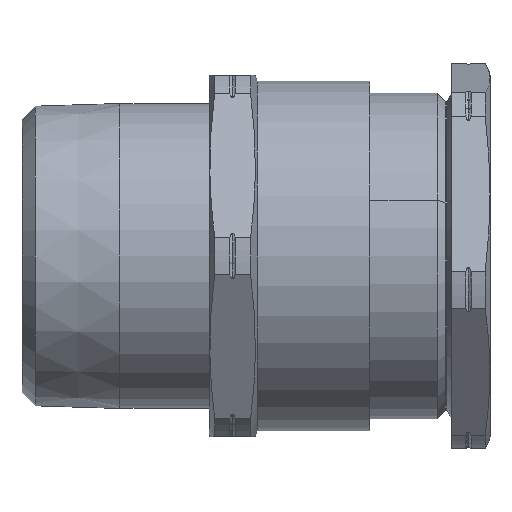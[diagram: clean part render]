
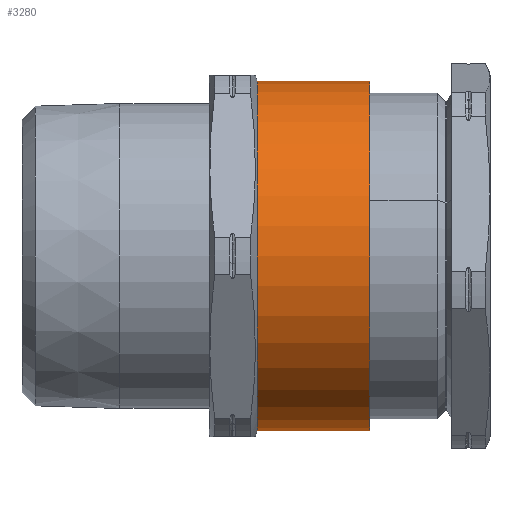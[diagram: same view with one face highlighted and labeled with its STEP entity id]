
A CAD part, front view. The second image highlights one B-rep face of the part: STEP entity #3280.
In plain terms, the highlighted cylindrical face has radius 24.15 mm (diameter 48.3 mm), a partial arc.
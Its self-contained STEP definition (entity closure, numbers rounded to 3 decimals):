
#22 = VECTOR ( 'NONE', #3473, 1000. ) ;
#33 = AXIS2_PLACEMENT_3D ( 'NONE', #412, #2054, #3153 ) ;
#69 = CYLINDRICAL_SURFACE ( 'NONE', #33, 24.15 ) ;
#72 = DIRECTION ( 'NONE',  ( 1., 0., 0. ) ) ;
#92 = CARTESIAN_POINT ( 'NONE',  ( 48.1, 0., -24.15 ) ) ;
#125 = DIRECTION ( 'NONE',  ( 1., 0., 0. ) ) ;
#412 = CARTESIAN_POINT ( 'NONE',  ( 48.1, 0., 0. ) ) ;
#415 = ORIENTED_EDGE ( 'NONE', *, *, #1798, .T. ) ;
#436 = EDGE_LOOP ( 'NONE', ( #2901, #2759, #415, #2540 ) ) ;
#690 = CARTESIAN_POINT ( 'NONE',  ( 32.5, 0., 0. ) ) ;
#801 = LINE ( 'NONE', #92, #2899 ) ;
#999 = CARTESIAN_POINT ( 'NONE',  ( 48.1, 0., 0. ) ) ;
#1028 = CARTESIAN_POINT ( 'NONE',  ( 48.1, 0., 24.15 ) ) ;
#1035 = AXIS2_PLACEMENT_3D ( 'NONE', #999, #3424, #2339 ) ;
#1061 = VERTEX_POINT ( 'NONE', #2358 ) ;
#1492 = VERTEX_POINT ( 'NONE', #2639 ) ;
#1581 = CARTESIAN_POINT ( 'NONE',  ( 32.5, 0., -24.15 ) ) ;
#1743 = CARTESIAN_POINT ( 'NONE',  ( 32.5, 0., 24.15 ) ) ;
#1780 = DIRECTION ( 'NONE',  ( 0., 0., -1. ) ) ;
#1798 = EDGE_CURVE ( 'NONE', #2410, #1061, #801, .T. ) ;
#2054 = DIRECTION ( 'NONE',  ( 1., 0., 0. ) ) ;
#2106 = FACE_OUTER_BOUND ( 'NONE', #436, .T. ) ;
#2158 = AXIS2_PLACEMENT_3D ( 'NONE', #690, #125, #1780 ) ;
#2201 = CIRCLE ( 'NONE', #1035, 24.15 ) ;
#2240 = EDGE_CURVE ( 'NONE', #2519, #1492, #3232, .T. ) ;
#2339 = DIRECTION ( 'NONE',  ( 0., 0., -1. ) ) ;
#2358 = CARTESIAN_POINT ( 'NONE',  ( 48.1, 0., -24.15 ) ) ;
#2410 = VERTEX_POINT ( 'NONE', #1581 ) ;
#2519 = VERTEX_POINT ( 'NONE', #1743 ) ;
#2522 = EDGE_CURVE ( 'NONE', #1492, #1061, #2201, .T. ) ;
#2540 = ORIENTED_EDGE ( 'NONE', *, *, #2522, .F. ) ;
#2639 = CARTESIAN_POINT ( 'NONE',  ( 48.1, 0., 24.15 ) ) ;
#2759 = ORIENTED_EDGE ( 'NONE', *, *, #3267, .T. ) ;
#2763 = CIRCLE ( 'NONE', #2158, 24.15 ) ;
#2899 = VECTOR ( 'NONE', #72, 1000. ) ;
#2901 = ORIENTED_EDGE ( 'NONE', *, *, #2240, .F. ) ;
#3153 = DIRECTION ( 'NONE',  ( 0., 0., -1. ) ) ;
#3232 = LINE ( 'NONE', #1028, #22 ) ;
#3267 = EDGE_CURVE ( 'NONE', #2519, #2410, #2763, .T. ) ;
#3280 = ADVANCED_FACE ( 'NONE', ( #2106 ), #69, .T. ) ;
#3424 = DIRECTION ( 'NONE',  ( 1., 0., 0. ) ) ;
#3473 = DIRECTION ( 'NONE',  ( 1., 0., 0. ) ) ;
